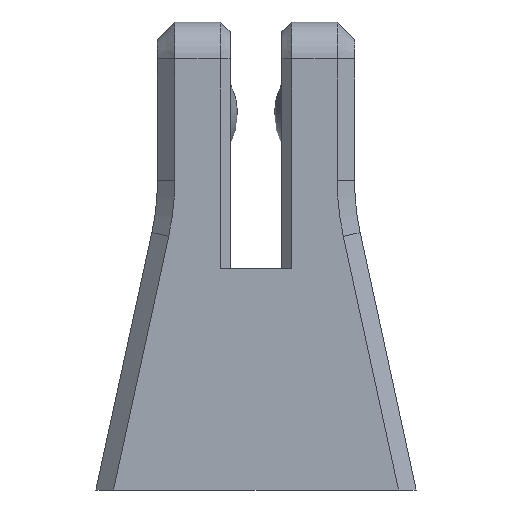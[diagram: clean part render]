
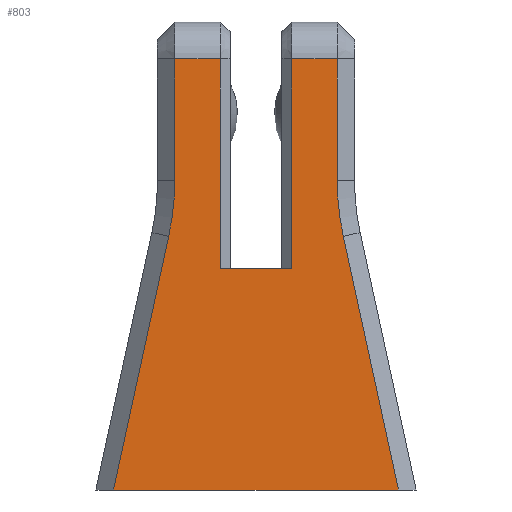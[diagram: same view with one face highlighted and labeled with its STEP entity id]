
A CAD part, front view. The second image highlights one B-rep face of the part: STEP entity #803.
In plain terms, the highlighted planar face has unit normal (0, -1, 0).
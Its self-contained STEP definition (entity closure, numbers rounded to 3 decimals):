
#274 = VERTEX_POINT('',#275);
#275 = CARTESIAN_POINT('',(-6.6,-26.,17.));
#282 = EDGE_CURVE('',#274,#283,#285,.T.);
#283 = VERTEX_POINT('',#284);
#284 = CARTESIAN_POINT('',(-2.9,-26.,17.));
#285 = LINE('',#286,#287);
#286 = CARTESIAN_POINT('',(-8.,-26.,17.));
#287 = VECTOR('',#288,1.);
#288 = DIRECTION('',(1.,0.,0.));
#803 = ADVANCED_FACE('',(#804),#895,.F.);
#804 = FACE_BOUND('',#805,.F.);
#805 = EDGE_LOOP('',(#806,#807,#815,#823,#831,#839,#847,#856,#864,#872,
    #880,#889));
#806 = ORIENTED_EDGE('',*,*,#282,.T.);
#807 = ORIENTED_EDGE('',*,*,#808,.F.);
#808 = EDGE_CURVE('',#809,#283,#811,.T.);
#809 = VERTEX_POINT('',#810);
#810 = CARTESIAN_POINT('',(-2.9,-26.,0.));
#811 = LINE('',#812,#813);
#812 = CARTESIAN_POINT('',(-2.9,-26.,0.));
#813 = VECTOR('',#814,1.);
#814 = DIRECTION('',(0.,0.,1.));
#815 = ORIENTED_EDGE('',*,*,#816,.T.);
#816 = EDGE_CURVE('',#809,#817,#819,.T.);
#817 = VERTEX_POINT('',#818);
#818 = CARTESIAN_POINT('',(2.9,-26.,0.));
#819 = LINE('',#820,#821);
#820 = CARTESIAN_POINT('',(-1.05,-26.,0.));
#821 = VECTOR('',#822,1.);
#822 = DIRECTION('',(1.,0.,0.));
#823 = ORIENTED_EDGE('',*,*,#824,.F.);
#824 = EDGE_CURVE('',#825,#817,#827,.T.);
#825 = VERTEX_POINT('',#826);
#826 = CARTESIAN_POINT('',(2.9,-26.,17.));
#827 = LINE('',#828,#829);
#828 = CARTESIAN_POINT('',(2.9,-26.,17.));
#829 = VECTOR('',#830,1.);
#830 = DIRECTION('',(0.,0.,-1.));
#831 = ORIENTED_EDGE('',*,*,#832,.T.);
#832 = EDGE_CURVE('',#825,#833,#835,.T.);
#833 = VERTEX_POINT('',#834);
#834 = CARTESIAN_POINT('',(6.6,-26.,17.));
#835 = LINE('',#836,#837);
#836 = CARTESIAN_POINT('',(2.1,-26.,17.));
#837 = VECTOR('',#838,1.);
#838 = DIRECTION('',(1.,0.,0.));
#839 = ORIENTED_EDGE('',*,*,#840,.F.);
#840 = EDGE_CURVE('',#841,#833,#843,.T.);
#841 = VERTEX_POINT('',#842);
#842 = CARTESIAN_POINT('',(6.6,-26.,7.149));
#843 = LINE('',#844,#845);
#844 = CARTESIAN_POINT('',(6.6,-26.,7.149));
#845 = VECTOR('',#846,1.);
#846 = DIRECTION('',(0.,0.,1.));
#847 = ORIENTED_EDGE('',*,*,#848,.F.);
#848 = EDGE_CURVE('',#849,#841,#851,.T.);
#849 = VERTEX_POINT('',#850);
#850 = CARTESIAN_POINT('',(7.088,-26.,2.603));
#851 = CIRCLE('',#852,21.4);
#852 = AXIS2_PLACEMENT_3D('',#853,#854,#855);
#853 = CARTESIAN_POINT('',(28.,-26.,7.149));
#854 = DIRECTION('',(0.,1.,0.));
#855 = DIRECTION('',(-0.977,0.,-0.212)
  );
#856 = ORIENTED_EDGE('',*,*,#857,.F.);
#857 = EDGE_CURVE('',#858,#849,#860,.T.);
#858 = VERTEX_POINT('',#859);
#859 = CARTESIAN_POINT('',(11.567,-26.,-18.));
#860 = LINE('',#861,#862);
#861 = CARTESIAN_POINT('',(11.632,-26.,-18.297));
#862 = VECTOR('',#863,1.);
#863 = DIRECTION('',(-0.212,0.,0.977)
  );
#864 = ORIENTED_EDGE('',*,*,#865,.T.);
#865 = EDGE_CURVE('',#858,#866,#868,.T.);
#866 = VERTEX_POINT('',#867);
#867 = CARTESIAN_POINT('',(-11.567,-26.,-18.));
#868 = LINE('',#869,#870);
#869 = CARTESIAN_POINT('',(13.,-26.,-18.));
#870 = VECTOR('',#871,1.);
#871 = DIRECTION('',(-1.,0.,0.));
#872 = ORIENTED_EDGE('',*,*,#873,.T.);
#873 = EDGE_CURVE('',#866,#874,#876,.T.);
#874 = VERTEX_POINT('',#875);
#875 = CARTESIAN_POINT('',(-7.088,-26.,2.603));
#876 = LINE('',#877,#878);
#877 = CARTESIAN_POINT('',(-11.632,-26.,-18.297));
#878 = VECTOR('',#879,1.);
#879 = DIRECTION('',(0.212,0.,0.977));
#880 = ORIENTED_EDGE('',*,*,#881,.T.);
#881 = EDGE_CURVE('',#874,#882,#884,.T.);
#882 = VERTEX_POINT('',#883);
#883 = CARTESIAN_POINT('',(-6.6,-26.,7.149));
#884 = CIRCLE('',#885,21.4);
#885 = AXIS2_PLACEMENT_3D('',#886,#887,#888);
#886 = CARTESIAN_POINT('',(-28.,-26.,7.149));
#887 = DIRECTION('',(0.,-1.,0.));
#888 = DIRECTION('',(0.977,0.,-0.212)
  );
#889 = ORIENTED_EDGE('',*,*,#890,.T.);
#890 = EDGE_CURVE('',#882,#274,#891,.T.);
#891 = LINE('',#892,#893);
#892 = CARTESIAN_POINT('',(-6.6,-26.,7.149));
#893 = VECTOR('',#894,1.);
#894 = DIRECTION('',(0.,0.,1.));
#895 = PLANE('',#896);
#896 = AXIS2_PLACEMENT_3D('',#897,#898,#899);
#897 = CARTESIAN_POINT('',(0.,-26.,1.49));
#898 = DIRECTION('',(0.,1.,0.));
#899 = DIRECTION('',(0.,0.,1.));
